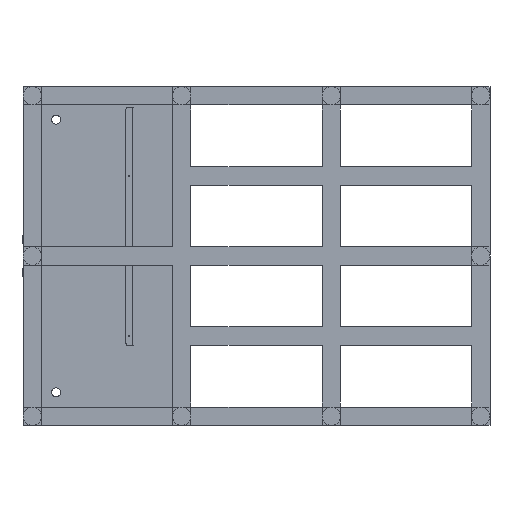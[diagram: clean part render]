
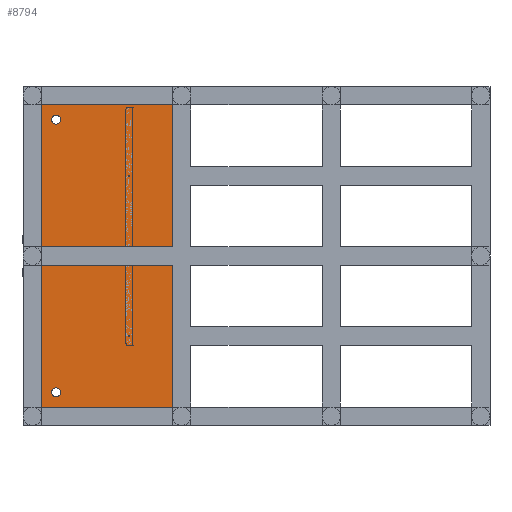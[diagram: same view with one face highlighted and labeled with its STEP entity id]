
A CAD part, front view. The second image highlights one B-rep face of the part: STEP entity #8794.
In plain terms, the highlighted planar face has unit normal (0, -1, 0).
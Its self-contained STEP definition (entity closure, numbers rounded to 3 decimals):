
#26 = AXIS2_PLACEMENT_3D ( 'NONE', #30406, #33748, #14021 ) ;
#1141 = ORIENTED_EDGE ( 'NONE', *, *, #27412, .F. ) ;
#1206 = VERTEX_POINT ( 'NONE', #36998 ) ;
#1448 = VERTEX_POINT ( 'NONE', #30926 ) ;
#1465 = EDGE_CURVE ( 'NONE', #8948, #20683, #22922, .T. ) ;
#1628 = CARTESIAN_POINT ( 'NONE',  ( -1095., 98.5, -745. ) ) ;
#1771 = CARTESIAN_POINT ( 'NONE',  ( -1095., 98.5, -745. ) ) ;
#1825 = CARTESIAN_POINT ( 'NONE',  ( -1175., 98.5, 825. ) ) ;
#1912 = EDGE_CURVE ( 'NONE', #31833, #21094, #25427, .T. ) ;
#3255 = CARTESIAN_POINT ( 'NONE',  ( -698., 98.5, 433.5 ) ) ;
#3316 = ORIENTED_EDGE ( 'NONE', *, *, #26215, .F. ) ;
#3323 = AXIS2_PLACEMENT_3D ( 'NONE', #5017, #20801, #33200 ) ;
#3564 = CIRCLE ( 'NONE', #4862, 4. ) ;
#3751 = AXIS2_PLACEMENT_3D ( 'NONE', #11416, #37025, #33476 ) ;
#4305 = AXIS2_PLACEMENT_3D ( 'NONE', #30888, #30480, #30679 ) ;
#4478 = FACE_BOUND ( 'NONE', #13479, .T. ) ;
#4851 = CARTESIAN_POINT ( 'NONE',  ( -698., 98.5, 4. ) ) ;
#4862 = AXIS2_PLACEMENT_3D ( 'NONE', #17888, #40368, #30709 ) ;
#5017 = CARTESIAN_POINT ( 'NONE',  ( -698., 98.5, -437.5 ) ) ;
#5133 = CARTESIAN_POINT ( 'NONE',  ( 0., 98.5, 825. ) ) ;
#5577 = VERTEX_POINT ( 'NONE', #22318 ) ;
#6511 = DIRECTION ( 'NONE',  ( 0., -1., 0. ) ) ;
#7254 = ORIENTED_EDGE ( 'NONE', *, *, #38124, .F. ) ;
#7324 = ORIENTED_EDGE ( 'NONE', *, *, #38519, .F. ) ;
#7520 = CIRCLE ( 'NONE', #41070, 4. ) ;
#8794 = ADVANCED_FACE ( 'NONE', ( #30743, #33274, #14360, #21085, #40192, #4478 ), #39384, .F. ) ;
#8948 = VERTEX_POINT ( 'NONE', #37666 ) ;
#9683 = CARTESIAN_POINT ( 'NONE',  ( -1095., 98.5, 745. ) ) ;
#10103 = EDGE_CURVE ( 'NONE', #1448, #19536, #32032, .T. ) ;
#10728 = VECTOR ( 'NONE', #27636, 1000. ) ;
#10833 = AXIS2_PLACEMENT_3D ( 'NONE', #19767, #13238, #32579 ) ;
#11409 = EDGE_CURVE ( 'NONE', #20094, #5577, #20512, .T. ) ;
#11416 = CARTESIAN_POINT ( 'NONE',  ( 0., 98.5, 0. ) ) ;
#11456 = DIRECTION ( 'NONE',  ( 1., 0., 0. ) ) ;
#11740 = CARTESIAN_POINT ( 'NONE',  ( -1175., 98.5, 0. ) ) ;
#12413 = EDGE_LOOP ( 'NONE', ( #22763, #7254 ) ) ;
#13129 = EDGE_CURVE ( 'NONE', #21094, #21779, #37276, .T. ) ;
#13171 = ORIENTED_EDGE ( 'NONE', *, *, #37005, .F. ) ;
#13238 = DIRECTION ( 'NONE',  ( 0., -1., 0. ) ) ;
#13386 = CARTESIAN_POINT ( 'NONE',  ( -698., 98.5, -433.5 ) ) ;
#13479 = EDGE_LOOP ( 'NONE', ( #13171, #33251 ) ) ;
#14021 = DIRECTION ( 'NONE',  ( 0., 0., 1. ) ) ;
#14062 = CIRCLE ( 'NONE', #3323, 4. ) ;
#14360 = FACE_BOUND ( 'NONE', #40842, .T. ) ;
#14440 = DIRECTION ( 'NONE',  ( 0., -1., 0. ) ) ;
#14579 = DIRECTION ( 'NONE',  ( 0., -1., 0. ) ) ;
#14679 = CARTESIAN_POINT ( 'NONE',  ( -458.3, 98.5, -825. ) ) ;
#15229 = ORIENTED_EDGE ( 'NONE', *, *, #34031, .F. ) ;
#15362 = EDGE_LOOP ( 'NONE', ( #34944, #3316 ) ) ;
#15941 = DIRECTION ( 'NONE',  ( 0., 0., -1. ) ) ;
#16353 = CARTESIAN_POINT ( 'NONE',  ( -458.3, 98.5, 0. ) ) ;
#16499 = ORIENTED_EDGE ( 'NONE', *, *, #40197, .F. ) ;
#16892 = CARTESIAN_POINT ( 'NONE',  ( -458.3, 98.5, 825. ) ) ;
#17621 = DIRECTION ( 'NONE',  ( 0., 0., 1. ) ) ;
#17799 = EDGE_CURVE ( 'NONE', #36618, #30402, #35549, .T. ) ;
#17888 = CARTESIAN_POINT ( 'NONE',  ( -698., 98.5, -437.5 ) ) ;
#18246 = LINE ( 'NONE', #11740, #20760 ) ;
#18580 = EDGE_CURVE ( 'NONE', #1206, #31152, #14062, .T. ) ;
#19254 = AXIS2_PLACEMENT_3D ( 'NONE', #36826, #27388, #30752 ) ;
#19536 = VERTEX_POINT ( 'NONE', #41553 ) ;
#19767 = CARTESIAN_POINT ( 'NONE',  ( -698., 98.5, 0. ) ) ;
#20094 = VERTEX_POINT ( 'NONE', #26589 ) ;
#20512 = CIRCLE ( 'NONE', #37247, 25. ) ;
#20683 = VERTEX_POINT ( 'NONE', #4851 ) ;
#20760 = VECTOR ( 'NONE', #17621, 1000. ) ;
#20801 = DIRECTION ( 'NONE',  ( 0., -1., 0. ) ) ;
#21085 = FACE_BOUND ( 'NONE', #26740, .T. ) ;
#21094 = VERTEX_POINT ( 'NONE', #14679 ) ;
#21127 = CARTESIAN_POINT ( 'NONE',  ( 0., 98.5, -825. ) ) ;
#21235 = DIRECTION ( 'NONE',  ( 0., -1., 0. ) ) ;
#21615 = AXIS2_PLACEMENT_3D ( 'NONE', #1771, #14579, #40213 ) ;
#21779 = VERTEX_POINT ( 'NONE', #39146 ) ;
#22318 = CARTESIAN_POINT ( 'NONE',  ( -1095., 98.5, -770. ) ) ;
#22763 = ORIENTED_EDGE ( 'NONE', *, *, #11409, .F. ) ;
#22922 = CIRCLE ( 'NONE', #10833, 4. ) ;
#23478 = VERTEX_POINT ( 'NONE', #1825 ) ;
#23568 = AXIS2_PLACEMENT_3D ( 'NONE', #9683, #6511, #35491 ) ;
#23999 = CARTESIAN_POINT ( 'NONE',  ( -698., 98.5, 441.5 ) ) ;
#24508 = ORIENTED_EDGE ( 'NONE', *, *, #13129, .F. ) ;
#25191 = ORIENTED_EDGE ( 'NONE', *, *, #1912, .F. ) ;
#25427 = LINE ( 'NONE', #16353, #37620 ) ;
#26215 = EDGE_CURVE ( 'NONE', #30402, #36618, #27792, .T. ) ;
#26498 = VECTOR ( 'NONE', #11456, 1000. ) ;
#26589 = CARTESIAN_POINT ( 'NONE',  ( -1095., 98.5, -720. ) ) ;
#26740 = EDGE_LOOP ( 'NONE', ( #7324, #34403 ) ) ;
#27388 = DIRECTION ( 'NONE',  ( 0., -1., 0. ) ) ;
#27412 = EDGE_CURVE ( 'NONE', #20683, #8948, #7520, .T. ) ;
#27422 = LINE ( 'NONE', #5133, #26498 ) ;
#27636 = DIRECTION ( 'NONE',  ( -1., 0., 0. ) ) ;
#27742 = DIRECTION ( 'NONE',  ( 0., 0., 1. ) ) ;
#27792 = CIRCLE ( 'NONE', #4305, 4. ) ;
#29622 = ORIENTED_EDGE ( 'NONE', *, *, #1465, .F. ) ;
#30402 = VERTEX_POINT ( 'NONE', #3255 ) ;
#30406 = CARTESIAN_POINT ( 'NONE',  ( -698., 98.5, 437.5 ) ) ;
#30480 = DIRECTION ( 'NONE',  ( 0., -1., 0. ) ) ;
#30679 = DIRECTION ( 'NONE',  ( 0., 0., 1. ) ) ;
#30709 = DIRECTION ( 'NONE',  ( 0., 0., 1. ) ) ;
#30743 = FACE_OUTER_BOUND ( 'NONE', #40081, .T. ) ;
#30752 = DIRECTION ( 'NONE',  ( 0., 0., 1. ) ) ;
#30888 = CARTESIAN_POINT ( 'NONE',  ( -698., 98.5, 437.5 ) ) ;
#30926 = CARTESIAN_POINT ( 'NONE',  ( -1095., 98.5, 720. ) ) ;
#30930 = CIRCLE ( 'NONE', #23568, 25. ) ;
#31152 = VERTEX_POINT ( 'NONE', #13386 ) ;
#31689 = CIRCLE ( 'NONE', #21615, 25. ) ;
#31833 = VERTEX_POINT ( 'NONE', #16892 ) ;
#32032 = CIRCLE ( 'NONE', #19254, 25. ) ;
#32579 = DIRECTION ( 'NONE',  ( 0., 0., 1. ) ) ;
#33200 = DIRECTION ( 'NONE',  ( 0., 0., 1. ) ) ;
#33251 = ORIENTED_EDGE ( 'NONE', *, *, #10103, .F. ) ;
#33274 = FACE_BOUND ( 'NONE', #15362, .T. ) ;
#33476 = DIRECTION ( 'NONE',  ( 0., 0., 1. ) ) ;
#33748 = DIRECTION ( 'NONE',  ( 0., -1., 0. ) ) ;
#34031 = EDGE_CURVE ( 'NONE', #21779, #23478, #18246, .T. ) ;
#34403 = ORIENTED_EDGE ( 'NONE', *, *, #18580, .F. ) ;
#34944 = ORIENTED_EDGE ( 'NONE', *, *, #17799, .F. ) ;
#35491 = DIRECTION ( 'NONE',  ( 0., 0., 1. ) ) ;
#35549 = CIRCLE ( 'NONE', #26, 4. ) ;
#36618 = VERTEX_POINT ( 'NONE', #23999 ) ;
#36826 = CARTESIAN_POINT ( 'NONE',  ( -1095., 98.5, 745. ) ) ;
#36998 = CARTESIAN_POINT ( 'NONE',  ( -698., 98.5, -441.5 ) ) ;
#37005 = EDGE_CURVE ( 'NONE', #19536, #1448, #30930, .T. ) ;
#37025 = DIRECTION ( 'NONE',  ( 0., 1., 0. ) ) ;
#37247 = AXIS2_PLACEMENT_3D ( 'NONE', #1628, #14440, #40073 ) ;
#37276 = LINE ( 'NONE', #21127, #10728 ) ;
#37620 = VECTOR ( 'NONE', #15941, 1000. ) ;
#37666 = CARTESIAN_POINT ( 'NONE',  ( -698., 98.5, -4. ) ) ;
#38124 = EDGE_CURVE ( 'NONE', #5577, #20094, #31689, .T. ) ;
#38519 = EDGE_CURVE ( 'NONE', #31152, #1206, #3564, .T. ) ;
#39146 = CARTESIAN_POINT ( 'NONE',  ( -1175., 98.5, -825. ) ) ;
#39384 = PLANE ( 'NONE',  #3751 ) ;
#40073 = DIRECTION ( 'NONE',  ( 0., 0., 1. ) ) ;
#40081 = EDGE_LOOP ( 'NONE', ( #16499, #15229, #24508, #25191 ) ) ;
#40192 = FACE_BOUND ( 'NONE', #12413, .T. ) ;
#40197 = EDGE_CURVE ( 'NONE', #23478, #31833, #27422, .T. ) ;
#40213 = DIRECTION ( 'NONE',  ( 0., 0., 1. ) ) ;
#40368 = DIRECTION ( 'NONE',  ( 0., -1., 0. ) ) ;
#40553 = CARTESIAN_POINT ( 'NONE',  ( -698., 98.5, 0. ) ) ;
#40842 = EDGE_LOOP ( 'NONE', ( #1141, #29622 ) ) ;
#41070 = AXIS2_PLACEMENT_3D ( 'NONE', #40553, #21235, #27742 ) ;
#41553 = CARTESIAN_POINT ( 'NONE',  ( -1095., 98.5, 770. ) ) ;
